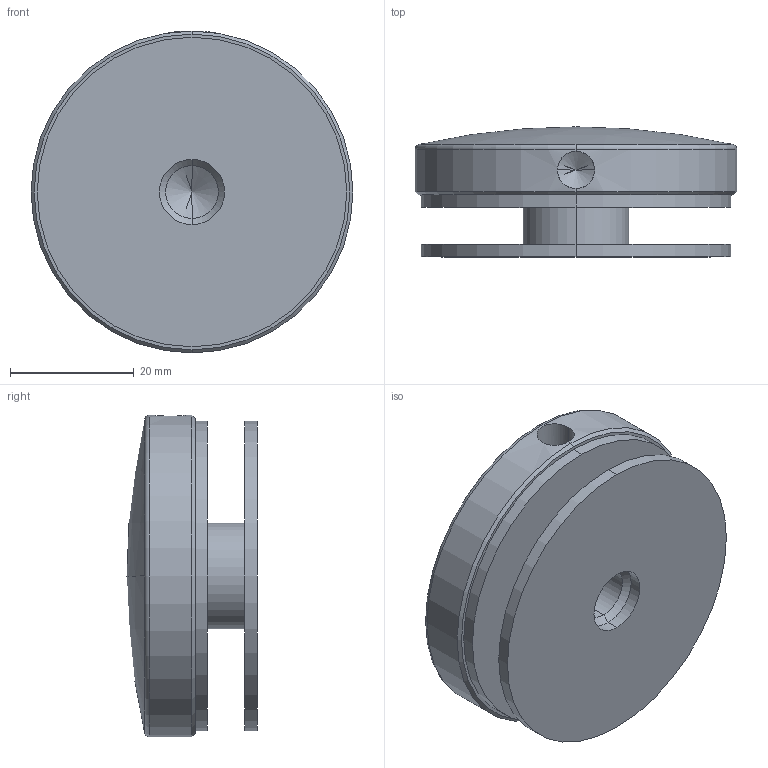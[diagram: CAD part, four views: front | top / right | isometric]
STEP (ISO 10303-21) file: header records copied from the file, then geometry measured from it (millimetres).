
FILE_DESCRIPTION (( 'STEP AP203' ), '1' );
FILE_NAME ('60195-240-OT.step', '2020-10-30T07:37:35', ( '' ), ( '' ), 'SwSTEP 2.0', 'SolidWorks 2018', '' );
FILE_SCHEMA (( 'CONFIG_CONTROL_DESIGN' ));
Length unit declared in the file: millimetre
Products named in the file (7): 60195-240-OT Teil1_60195-240-OT Teil1; 60195-240-OT; 60195-240-OT Teil2_60195-240-OT Teil2; 60195-240-OT Teil3_60195-240-OT Teil3; 60195-240-OT Teil2; 60195-240-OT Teil1; 60195-240-OT Teil3
Assembly tree (3 placements, depth 2):
  60195-240-OT
    60195-240-OT Teil1_60195-240-OT Teil1
    60195-240-OT Teil2_60195-240-OT Teil2
    60195-240-OT Teil3_60195-240-OT Teil3
  60195-240-OT Teil2
  60195-240-OT Teil1
  60195-240-OT Teil3
Bounding box: 52 x 21 x 52 mm (x, y, z)
Volume: 28056.9 mm3; surface area: 15083.3 mm2
Topology: 3 solids, 3 shells, 283 faces, 728 edges, 479 vertices
Faces by surface type: plane 143, bspline 106, cylinder 18, cone 12, torus 2, sphere 2
Entity records: 15356 total; most frequent: CARTESIAN_POINT 8531, ORIENTED_EDGE 1448, DIRECTION 926, EDGE_CURVE 724, VERTEX_POINT 479, VECTOR 458, LINE 458, EDGE_LOOP 319
